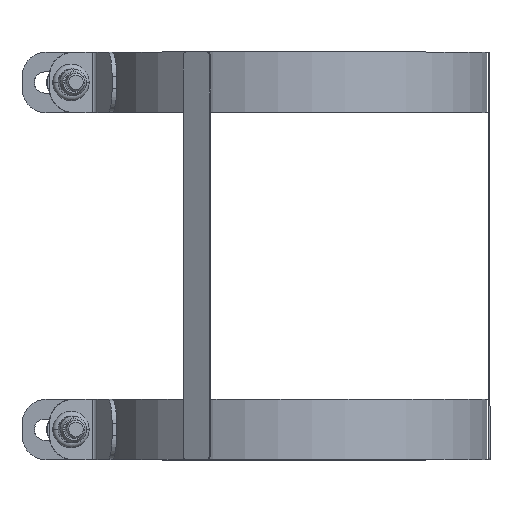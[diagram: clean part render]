
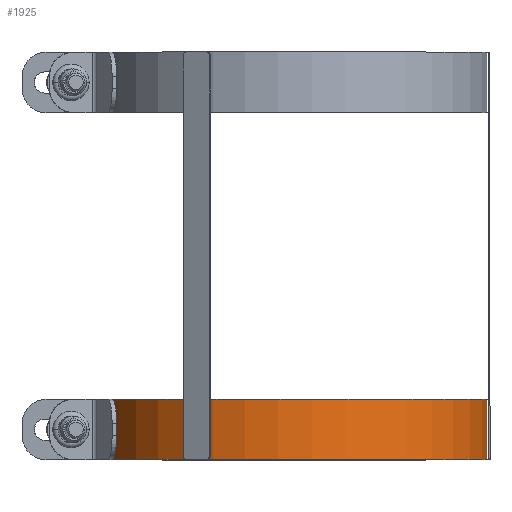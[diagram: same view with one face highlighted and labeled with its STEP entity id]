
A CAD part, top view. The second image highlights one B-rep face of the part: STEP entity #1925.
In plain terms, the highlighted cylindrical face has radius 64.3 mm (diameter 128.6 mm), a partial arc.
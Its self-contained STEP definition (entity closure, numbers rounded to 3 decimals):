
#145=CYLINDRICAL_SURFACE('',#2138,64.3);
#196=FACE_OUTER_BOUND('',#320,.T.);
#320=EDGE_LOOP('',(#1304,#1305,#1306,#1307));
#461=LINE('',#3067,#605);
#464=LINE('',#3076,#608);
#605=VECTOR('',#2403,10.);
#608=VECTOR('',#2414,10.);
#746=CIRCLE('',#2131,64.3);
#748=CIRCLE('',#2135,64.3);
#860=VERTEX_POINT('',#3057);
#861=VERTEX_POINT('',#3059);
#863=VERTEX_POINT('',#3065);
#865=VERTEX_POINT('',#3071);
#1023=EDGE_CURVE('',#860,#861,#746,.T.);
#1027=EDGE_CURVE('',#863,#860,#461,.T.);
#1030=EDGE_CURVE('',#863,#865,#748,.T.);
#1032=EDGE_CURVE('',#865,#861,#464,.T.);
#1304=ORIENTED_EDGE('',*,*,#1032,.T.);
#1305=ORIENTED_EDGE('',*,*,#1023,.F.);
#1306=ORIENTED_EDGE('',*,*,#1027,.F.);
#1307=ORIENTED_EDGE('',*,*,#1030,.T.);
#1925=ADVANCED_FACE('',(#196),#145,.T.);
#2131=AXIS2_PLACEMENT_3D('',#3060,#2396,#2397);
#2135=AXIS2_PLACEMENT_3D('',#3073,#2409,#2410);
#2138=AXIS2_PLACEMENT_3D('',#3078,#2417,#2418);
#2396=DIRECTION('center_axis',(0.,1.,0.));
#2397=DIRECTION('ref_axis',(-0.996,0.,0.094));
#2403=DIRECTION('',(0.,1.,0.));
#2409=DIRECTION('center_axis',(0.,1.,0.));
#2410=DIRECTION('ref_axis',(-0.996,0.,0.094));
#2414=DIRECTION('',(0.,1.,0.));
#2417=DIRECTION('center_axis',(0.,1.,0.));
#2418=DIRECTION('ref_axis',(-0.996,0.,0.094));
#3057=CARTESIAN_POINT('',(-64.012,10.,6.076));
#3059=CARTESIAN_POINT('',(-64.012,10.,-6.076));
#3060=CARTESIAN_POINT('Origin',(0.,10.,0.));
#3065=CARTESIAN_POINT('',(-64.012,-10.,6.076));
#3067=CARTESIAN_POINT('',(-64.012,-10.,6.076));
#3071=CARTESIAN_POINT('',(-64.012,-10.,-6.076));
#3073=CARTESIAN_POINT('Origin',(0.,-10.,0.));
#3076=CARTESIAN_POINT('',(-64.012,-10.,-6.076));
#3078=CARTESIAN_POINT('Origin',(0.,0.,0.));
